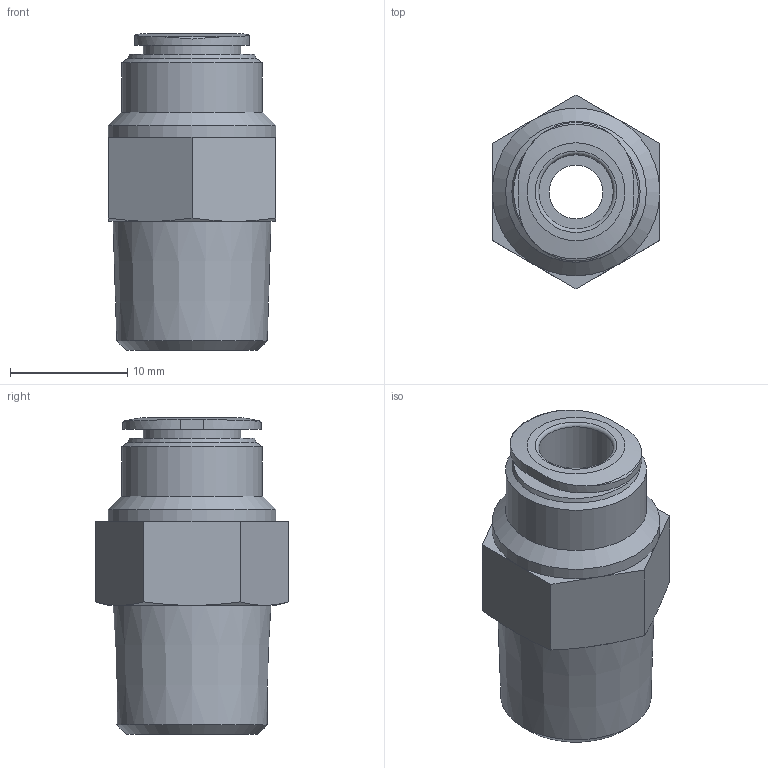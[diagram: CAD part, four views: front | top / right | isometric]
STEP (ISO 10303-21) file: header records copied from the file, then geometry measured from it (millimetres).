
FILE_DESCRIPTION(/* description */ ('STEP AP214'),/* implementation_level */ '2;1');
FILE_NAME(/* name */ '190712_QSMK-1_4-1_4-U',/* time_stamp */ '2024-09-14T12:24:21+02:00',/* author */ ('License CC BY-ND 4.0'),/* organization */ ('CADENAS'),/* preprocessor_version */ 'ST-DEVELOPER v19.3',/* originating_system */ 'PARTsolutions',/* authorisation */ ' ');
FILE_SCHEMA (('AUTOMOTIVE_DESIGN {1 0 10303 214 3 1 1}'));
Length unit declared in the file: millimetre
Products named in the file (1): 190712 QSMK-1/4-1/4-U
Bounding box: 14.3 x 16.51 x 27 mm (x, y, z)
Volume: 2914.6 mm3; surface area: 1974.2 mm2
Topology: 1 solids, 1 shells, 45 faces, 96 edges, 58 vertices
Faces by surface type: plane 21, cone 13, cylinder 8, torus 3
Full cylindrical faces by diameter (mm): 4.572 x1, 6.114 x1, 6.35 x1, 8.35 x1, 12 x1, 14.3 x1
Entity records: 1178 total; most frequent: CARTESIAN_POINT 250, DIRECTION 186, ORIENTED_EDGE 162, EDGE_CURVE 81, AXIS2_PLACEMENT_3D 81, EDGE_LOOP 66, FACE_BOUND 66, VERTEX_POINT 57
